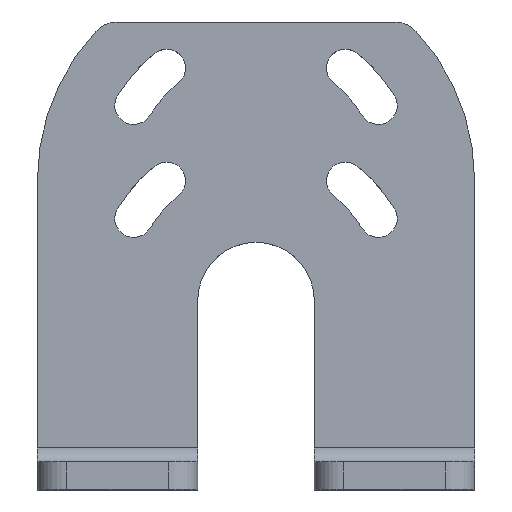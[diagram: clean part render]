
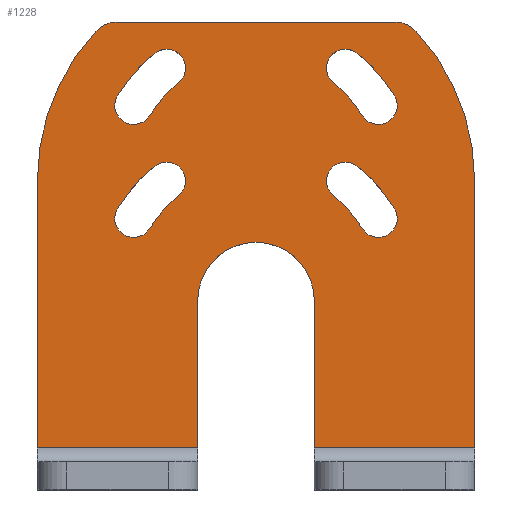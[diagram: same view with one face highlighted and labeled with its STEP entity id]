
A CAD part, top view. The second image highlights one B-rep face of the part: STEP entity #1228.
In plain terms, the highlighted planar face has unit normal (0, 0, 1).
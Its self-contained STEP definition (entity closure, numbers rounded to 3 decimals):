
#138=DIRECTION('',(0.,1.,0.));
#139=VECTOR('',#138,18.37);
#140=CARTESIAN_POINT('',(15.,2.9,1.9));
#141=LINE('',#140,#139);
#212=DIRECTION('',(0.,1.,0.));
#213=VECTOR('',#212,18.37);
#214=CARTESIAN_POINT('',(-15.,2.9,1.9));
#215=LINE('',#214,#213);
#228=DIRECTION('',(1.,0.,0.));
#229=VECTOR('',#228,19.045);
#230=CARTESIAN_POINT('',(-9.522,32.12,1.9));
#231=LINE('',#230,#229);
#240=CARTESIAN_POINT('',(9.522,30.12,1.9));
#241=DIRECTION('',(0.,0.,1.));
#242=DIRECTION('',(0.732,0.681,0.));
#243=AXIS2_PLACEMENT_3D('',#240,#241,#242);
#245=CARTESIAN_POINT('',(0.,21.27,1.9));
#246=DIRECTION('',(0.,0.,1.));
#247=DIRECTION('',(1.,0.,0.));
#248=AXIS2_PLACEMENT_3D('',#245,#246,#247);
#250=DIRECTION('',(1.,0.,0.));
#251=VECTOR('',#250,11.);
#252=CARTESIAN_POINT('',(4.,2.9,1.9));
#253=LINE('',#252,#251);
#254=DIRECTION('',(0.,1.,0.));
#255=VECTOR('',#254,10.1);
#256=CARTESIAN_POINT('',(4.,2.9,1.9));
#257=LINE('',#256,#255);
#258=CARTESIAN_POINT('',(0.,13.,1.9));
#259=DIRECTION('',(0.,0.,-1.));
#260=DIRECTION('',(-1.,0.,0.));
#261=AXIS2_PLACEMENT_3D('',#258,#259,#260);
#263=DIRECTION('',(0.,1.,0.));
#264=VECTOR('',#263,10.1);
#265=CARTESIAN_POINT('',(-4.,2.9,1.9));
#266=LINE('',#265,#264);
#267=DIRECTION('',(1.,0.,0.));
#268=VECTOR('',#267,11.);
#269=CARTESIAN_POINT('',(-15.,2.9,1.9));
#270=LINE('',#269,#268);
#271=CARTESIAN_POINT('',(0.,21.27,1.9));
#272=DIRECTION('',(0.,0.,1.));
#273=DIRECTION('',(-0.732,0.681,0.));
#274=AXIS2_PLACEMENT_3D('',#271,#272,#273);
#276=CARTESIAN_POINT('',(-9.522,30.12,1.9));
#277=DIRECTION('',(0.,0.,1.));
#278=DIRECTION('',(0.,1.,0.));
#279=AXIS2_PLACEMENT_3D('',#276,#277,#278);
#281=CARTESIAN_POINT('',(8.392,26.391,1.9));
#282=DIRECTION('',(0.,0.,1.));
#283=DIRECTION('',(-0.854,-0.521,0.));
#284=AXIS2_PLACEMENT_3D('',#281,#282,#283);
#286=CARTESIAN_POINT('',(0.,21.27,1.9));
#287=DIRECTION('',(0.,0.,1.));
#288=DIRECTION('',(0.854,0.521,0.));
#289=AXIS2_PLACEMENT_3D('',#286,#287,#288);
#291=CARTESIAN_POINT('',(6.134,28.952,1.9));
#292=DIRECTION('',(0.,0.,1.));
#293=DIRECTION('',(0.624,0.781,0.));
#294=AXIS2_PLACEMENT_3D('',#291,#292,#293);
#296=CARTESIAN_POINT('',(0.,21.27,1.9));
#297=DIRECTION('',(0.,0.,1.));
#298=DIRECTION('',(0.854,0.521,0.));
#299=AXIS2_PLACEMENT_3D('',#296,#297,#298);
#301=CARTESIAN_POINT('',(-6.134,28.952,1.9));
#302=DIRECTION('',(0.,0.,1.));
#303=DIRECTION('',(0.624,-0.781,0.));
#304=AXIS2_PLACEMENT_3D('',#301,#302,#303);
#306=CARTESIAN_POINT('',(0.,21.27,1.9));
#307=DIRECTION('',(0.,0.,1.));
#308=DIRECTION('',(-0.624,0.781,0.));
#309=AXIS2_PLACEMENT_3D('',#306,#307,#308);
#311=CARTESIAN_POINT('',(-8.392,26.391,1.9));
#312=DIRECTION('',(0.,0.,1.));
#313=DIRECTION('',(-0.854,0.521,0.));
#314=AXIS2_PLACEMENT_3D('',#311,#312,#313);
#316=CARTESIAN_POINT('',(0.,21.27,1.9));
#317=DIRECTION('',(0.,0.,1.));
#318=DIRECTION('',(-0.624,0.781,0.));
#319=AXIS2_PLACEMENT_3D('',#316,#317,#318);
#321=CARTESIAN_POINT('',(8.392,18.641,1.9));
#322=DIRECTION('',(0.,0.,1.));
#323=DIRECTION('',(-0.854,-0.521,0.));
#324=AXIS2_PLACEMENT_3D('',#321,#322,#323);
#326=CARTESIAN_POINT('',(0.,13.52,1.9));
#327=DIRECTION('',(0.,0.,1.));
#328=DIRECTION('',(0.854,0.521,0.));
#329=AXIS2_PLACEMENT_3D('',#326,#327,#328);
#331=CARTESIAN_POINT('',(6.134,21.202,1.9));
#332=DIRECTION('',(0.,0.,1.));
#333=DIRECTION('',(0.624,0.781,0.));
#334=AXIS2_PLACEMENT_3D('',#331,#332,#333);
#336=CARTESIAN_POINT('',(0.,13.52,1.9));
#337=DIRECTION('',(0.,0.,1.));
#338=DIRECTION('',(0.854,0.521,0.));
#339=AXIS2_PLACEMENT_3D('',#336,#337,#338);
#341=CARTESIAN_POINT('',(-6.134,21.202,1.9));
#342=DIRECTION('',(0.,0.,1.));
#343=DIRECTION('',(0.624,-0.781,0.));
#344=AXIS2_PLACEMENT_3D('',#341,#342,#343);
#346=CARTESIAN_POINT('',(0.,13.52,1.9));
#347=DIRECTION('',(0.,0.,1.));
#348=DIRECTION('',(-0.624,0.781,0.));
#349=AXIS2_PLACEMENT_3D('',#346,#347,#348);
#351=CARTESIAN_POINT('',(-8.392,18.641,1.9));
#352=DIRECTION('',(0.,0.,1.));
#353=DIRECTION('',(-0.854,0.521,0.));
#354=AXIS2_PLACEMENT_3D('',#351,#352,#353);
#356=CARTESIAN_POINT('',(0.,13.52,1.9));
#357=DIRECTION('',(0.,0.,1.));
#358=DIRECTION('',(-0.624,0.781,0.));
#359=AXIS2_PLACEMENT_3D('',#356,#357,#358);
#684=CARTESIAN_POINT('',(-15.,2.9,1.9));
#686=VERTEX_POINT('',#684);
#688=CARTESIAN_POINT('',(15.,2.9,1.9));
#690=VERTEX_POINT('',#688);
#695=CARTESIAN_POINT('',(-15.,21.27,1.9));
#696=VERTEX_POINT('',#695);
#697=CARTESIAN_POINT('',(15.,21.27,1.9));
#698=VERTEX_POINT('',#697);
#712=CARTESIAN_POINT('',(-4.,2.9,1.9));
#714=VERTEX_POINT('',#712);
#716=CARTESIAN_POINT('',(4.,2.9,1.9));
#718=VERTEX_POINT('',#716);
#719=CARTESIAN_POINT('',(-4.,13.,1.9));
#720=VERTEX_POINT('',#719);
#721=CARTESIAN_POINT('',(4.,13.,1.9));
#722=VERTEX_POINT('',#721);
#759=CARTESIAN_POINT('',(10.987,31.482,1.9));
#760=VERTEX_POINT('',#759);
#761=CARTESIAN_POINT('',(9.522,32.12,1.9));
#762=VERTEX_POINT('',#761);
#767=CARTESIAN_POINT('',(-9.522,32.12,1.9));
#768=VERTEX_POINT('',#767);
#769=CARTESIAN_POINT('',(-10.987,31.482,1.9));
#770=VERTEX_POINT('',#769);
#819=CARTESIAN_POINT('',(-5.323,27.936,1.9));
#820=CARTESIAN_POINT('',(-6.945,29.968,1.9));
#821=VERTEX_POINT('',#819);
#822=VERTEX_POINT('',#820);
#823=CARTESIAN_POINT('',(-7.282,25.713,1.9));
#824=VERTEX_POINT('',#823);
#825=CARTESIAN_POINT('',(-9.501,27.068,1.9));
#826=VERTEX_POINT('',#825);
#827=CARTESIAN_POINT('',(7.282,25.713,1.9));
#828=CARTESIAN_POINT('',(9.501,27.068,1.9));
#829=VERTEX_POINT('',#827);
#830=VERTEX_POINT('',#828);
#831=CARTESIAN_POINT('',(5.323,27.936,1.9));
#832=VERTEX_POINT('',#831);
#833=CARTESIAN_POINT('',(6.945,29.968,1.9));
#834=VERTEX_POINT('',#833);
#851=CARTESIAN_POINT('',(-5.323,20.186,1.9));
#852=CARTESIAN_POINT('',(-6.945,22.218,1.9));
#853=VERTEX_POINT('',#851);
#854=VERTEX_POINT('',#852);
#855=CARTESIAN_POINT('',(-7.282,17.963,1.9));
#856=VERTEX_POINT('',#855);
#857=CARTESIAN_POINT('',(-9.501,19.318,1.9));
#858=VERTEX_POINT('',#857);
#859=CARTESIAN_POINT('',(7.282,17.963,1.9));
#860=CARTESIAN_POINT('',(9.501,19.318,1.9));
#861=VERTEX_POINT('',#859);
#862=VERTEX_POINT('',#860);
#863=CARTESIAN_POINT('',(5.323,20.186,1.9));
#864=VERTEX_POINT('',#863);
#865=CARTESIAN_POINT('',(6.945,22.218,1.9));
#866=VERTEX_POINT('',#865);
#1167=CARTESIAN_POINT('',(-15.,2.9,1.9));
#1168=DIRECTION('',(0.,0.,-1.));
#1169=DIRECTION('',(0.,1.,0.));
#1170=AXIS2_PLACEMENT_3D('',#1167,#1168,#1169);
#1171=PLANE('',#1170);
#1172=ORIENTED_EDGE('',*,*,#947,.F.);
#1173=ORIENTED_EDGE('',*,*,#963,.F.);
#1174=ORIENTED_EDGE('',*,*,#977,.F.);
#1176=ORIENTED_EDGE('',*,*,#1175,.F.);
#1177=ORIENTED_EDGE('',*,*,#1034,.T.);
#1178=ORIENTED_EDGE('',*,*,#1048,.F.);
#1179=ORIENTED_EDGE('',*,*,#1062,.F.);
#1181=ORIENTED_EDGE('',*,*,#1180,.F.);
#1182=ORIENTED_EDGE('',*,*,#1119,.T.);
#1183=ORIENTED_EDGE('',*,*,#1133,.F.);
#1184=ORIENTED_EDGE('',*,*,#1148,.F.);
#1185=ORIENTED_EDGE('',*,*,#1160,.T.);
#1186=EDGE_LOOP('',(#1172,#1173,#1174,#1176,#1177,#1178,#1179,#1181,#1182,#1183,
#1184,#1185));
#1187=FACE_OUTER_BOUND('',#1186,.F.);
#1189=ORIENTED_EDGE('',*,*,#1188,.T.);
#1191=ORIENTED_EDGE('',*,*,#1190,.T.);
#1193=ORIENTED_EDGE('',*,*,#1192,.T.);
#1195=ORIENTED_EDGE('',*,*,#1194,.F.);
#1196=EDGE_LOOP('',(#1189,#1191,#1193,#1195));
#1197=FACE_BOUND('',#1196,.F.);
#1199=ORIENTED_EDGE('',*,*,#1198,.T.);
#1201=ORIENTED_EDGE('',*,*,#1200,.T.);
#1203=ORIENTED_EDGE('',*,*,#1202,.T.);
#1205=ORIENTED_EDGE('',*,*,#1204,.F.);
#1206=EDGE_LOOP('',(#1199,#1201,#1203,#1205));
#1207=FACE_BOUND('',#1206,.F.);
#1209=ORIENTED_EDGE('',*,*,#1208,.T.);
#1211=ORIENTED_EDGE('',*,*,#1210,.T.);
#1213=ORIENTED_EDGE('',*,*,#1212,.T.);
#1215=ORIENTED_EDGE('',*,*,#1214,.F.);
#1216=EDGE_LOOP('',(#1209,#1211,#1213,#1215));
#1217=FACE_BOUND('',#1216,.F.);
#1219=ORIENTED_EDGE('',*,*,#1218,.T.);
#1221=ORIENTED_EDGE('',*,*,#1220,.T.);
#1223=ORIENTED_EDGE('',*,*,#1222,.T.);
#1225=ORIENTED_EDGE('',*,*,#1224,.F.);
#1226=EDGE_LOOP('',(#1219,#1221,#1223,#1225));
#1227=FACE_BOUND('',#1226,.F.);
#1228=ADVANCED_FACE('',(#1187,#1197,#1207,#1217,#1227),#1171,.F.);
#244=CIRCLE('',#243,2.);
#249=CIRCLE('',#248,15.);
#262=CIRCLE('',#261,4.);
#275=CIRCLE('',#274,15.);
#280=CIRCLE('',#279,2.);
#285=CIRCLE('',#284,1.3);
#290=CIRCLE('',#289,11.131);
#295=CIRCLE('',#294,1.3);
#300=CIRCLE('',#299,8.531);
#305=CIRCLE('',#304,1.3);
#310=CIRCLE('',#309,11.131);
#315=CIRCLE('',#314,1.3);
#320=CIRCLE('',#319,8.531);
#325=CIRCLE('',#324,1.3);
#330=CIRCLE('',#329,11.131);
#335=CIRCLE('',#334,1.3);
#340=CIRCLE('',#339,8.531);
#345=CIRCLE('',#344,1.3);
#350=CIRCLE('',#349,11.131);
#355=CIRCLE('',#354,1.3);
#360=CIRCLE('',#359,8.531);
#947=EDGE_CURVE('',#760,#762,#244,.T.);
#963=EDGE_CURVE('',#698,#760,#249,.T.);
#977=EDGE_CURVE('',#690,#698,#141,.T.);
#1034=EDGE_CURVE('',#718,#722,#257,.T.);
#1048=EDGE_CURVE('',#720,#722,#262,.T.);
#1062=EDGE_CURVE('',#714,#720,#266,.T.);
#1119=EDGE_CURVE('',#686,#696,#215,.T.);
#1133=EDGE_CURVE('',#770,#696,#275,.T.);
#1148=EDGE_CURVE('',#768,#770,#280,.T.);
#1160=EDGE_CURVE('',#768,#762,#231,.T.);
#1175=EDGE_CURVE('',#718,#690,#253,.T.);
#1180=EDGE_CURVE('',#686,#714,#270,.T.);
#1188=EDGE_CURVE('',#829,#830,#285,.T.);
#1190=EDGE_CURVE('',#830,#834,#290,.T.);
#1192=EDGE_CURVE('',#834,#832,#295,.T.);
#1194=EDGE_CURVE('',#829,#832,#300,.T.);
#1198=EDGE_CURVE('',#821,#822,#305,.T.);
#1200=EDGE_CURVE('',#822,#826,#310,.T.);
#1202=EDGE_CURVE('',#826,#824,#315,.T.);
#1204=EDGE_CURVE('',#821,#824,#320,.T.);
#1208=EDGE_CURVE('',#861,#862,#325,.T.);
#1210=EDGE_CURVE('',#862,#866,#330,.T.);
#1212=EDGE_CURVE('',#866,#864,#335,.T.);
#1214=EDGE_CURVE('',#861,#864,#340,.T.);
#1218=EDGE_CURVE('',#853,#854,#345,.T.);
#1220=EDGE_CURVE('',#854,#858,#350,.T.);
#1222=EDGE_CURVE('',#858,#856,#355,.T.);
#1224=EDGE_CURVE('',#853,#856,#360,.T.);
